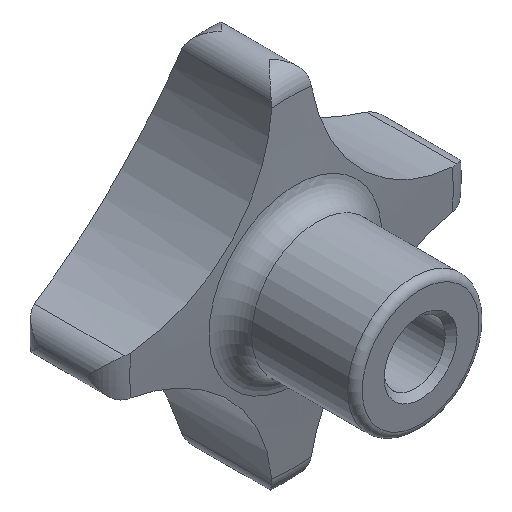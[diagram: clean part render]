
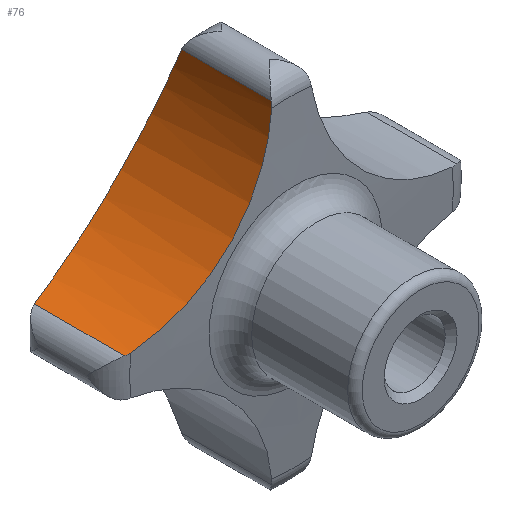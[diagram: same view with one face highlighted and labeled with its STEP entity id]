
A CAD part, isometric view. The second image highlights one B-rep face of the part: STEP entity #76.
In plain terms, the highlighted cylindrical face has radius 22.5 mm (diameter 45 mm), a partial arc.
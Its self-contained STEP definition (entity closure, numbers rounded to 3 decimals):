
#76 = ADVANCED_FACE( '', ( #163 ), #164, .F. );
#163 = FACE_OUTER_BOUND( '', #258, .T. );
#164 = CYLINDRICAL_SURFACE( '', #259, 22.5 );
#258 = EDGE_LOOP( '', ( #411, #412, #413, #414, #415, #416 ) );
#259 = AXIS2_PLACEMENT_3D( '', #417, #418, #419 );
#411 = ORIENTED_EDGE( '', *, *, #591, .T. );
#412 = ORIENTED_EDGE( '', *, *, #592, .F. );
#413 = ORIENTED_EDGE( '', *, *, #544, .T. );
#414 = ORIENTED_EDGE( '', *, *, #566, .F. );
#415 = ORIENTED_EDGE( '', *, *, #593, .F. );
#416 = ORIENTED_EDGE( '', *, *, #594, .F. );
#417 = CARTESIAN_POINT( '', ( -25., 35., 25. ) );
#418 = DIRECTION( '', ( 0., 1., 0. ) );
#419 = DIRECTION( '', ( 0., 0., -1. ) );
#544 = EDGE_CURVE( '', #643, #641, #644, .T. );
#566 = EDGE_CURVE( '', #680, #641, #682, .T. );
#591 = EDGE_CURVE( '', #717, #718, #719, .T. );
#592 = EDGE_CURVE( '', #643, #718, #720, .T. );
#593 = EDGE_CURVE( '', #721, #680, #722, .T. );
#594 = EDGE_CURVE( '', #717, #721, #723, .T. );
#641 = VERTEX_POINT( '', #850 );
#643 = VERTEX_POINT( '', #852 );
#644 = B_SPLINE_CURVE_WITH_KNOTS( '', 3, ( #853, #854, #855, #856, #857, #858, #859, #860, #861, #862, #863, #864, #865, #866, #867, #868, #869, #870, #871, #872, #873, #874, #875, #876 ), .UNSPECIFIED., .F., .F., ( 4, 2, 2, 2, 2, 2, 2, 2, 2, 2, 2, 4 ), ( 0., 0.004, 0.007, 0.009, 0.011, 0.015, 0.016, 0.018, 0.022, 0.024, 0.026, 0.029 ), .UNSPECIFIED. );
#680 = VERTEX_POINT( '', #1028 );
#682 = B_SPLINE_CURVE_WITH_KNOTS( '', 3, ( #1045, #1046, #1047, #1048 ), .UNSPECIFIED., .F., .F., ( 4, 4 ), ( 0., 0.001 ), .UNSPECIFIED. );
#717 = VERTEX_POINT( '', #1174 );
#718 = VERTEX_POINT( '', #1175 );
#719 = LINE( '', #1176, #1177 );
#720 = B_SPLINE_CURVE_WITH_KNOTS( '', 3, ( #1178, #1179, #1180, #1181 ), .UNSPECIFIED., .F., .F., ( 4, 4 ), ( 0., 0.001 ), .UNSPECIFIED. );
#721 = VERTEX_POINT( '', #1182 );
#722 = LINE( '', #1183, #1184 );
#723 = B_SPLINE_CURVE_WITH_KNOTS( '', 3, ( #1185, #1186, #1187, #1188, #1189, #1190, #1191, #1192, #1193, #1194, #1195, #1196, #1197, #1198, #1199, #1200, #1201, #1202, #1203, #1204, #1205, #1206, #1207, #1208, #1209, #1210 ), .UNSPECIFIED., .F., .F., ( 4, 2, 2, 2, 2, 2, 2, 2, 2, 2, 2, 2, 4 ), ( 0., 0.004, 0.006, 0.008, 0.012, 0.014, 0.016, 0.02, 0.022, 0.023, 0.027, 0.029, 0.031 ), .UNSPECIFIED. );
#850 = CARTESIAN_POINT( '', ( -2.702, 17.69, 21.992 ) );
#852 = CARTESIAN_POINT( '', ( -21.992, 17.69, 2.702 ) );
#853 = CARTESIAN_POINT( '', ( -21.992, 17.69, 2.702 ) );
#854 = CARTESIAN_POINT( '', ( -20.771, 17.627, 2.867 ) );
#855 = CARTESIAN_POINT( '', ( -19.581, 17.567, 3.129 ) );
#856 = CARTESIAN_POINT( '', ( -17.259, 17.454, 3.839 ) );
#857 = CARTESIAN_POINT( '', ( -16.127, 17.402, 4.287 ) );
#858 = CARTESIAN_POINT( '', ( -14.473, 17.332, 5.105 ) );
#859 = CARTESIAN_POINT( '', ( -13.933, 17.311, 5.4 ) );
#860 = CARTESIAN_POINT( '', ( -12.887, 17.274, 6.029 ) );
#861 = CARTESIAN_POINT( '', ( -12.379, 17.257, 6.364 ) );
#862 = CARTESIAN_POINT( '', ( -10.897, 17.217, 7.426 ) );
#863 = CARTESIAN_POINT( '', ( -9.968, 17.202, 8.213 ) );
#864 = CARTESIAN_POINT( '', ( -8.665, 17.202, 9.515 ) );
#865 = CARTESIAN_POINT( '', ( -8.246, 17.206, 9.969 ) );
#866 = CARTESIAN_POINT( '', ( -7.454, 17.22, 10.902 ) );
#867 = CARTESIAN_POINT( '', ( -7.079, 17.23, 11.382 ) );
#868 = CARTESIAN_POINT( '', ( -6.015, 17.27, 12.863 ) );
#869 = CARTESIAN_POINT( '', ( -5.387, 17.309, 13.905 ) );
#870 = CARTESIAN_POINT( '', ( -4.57, 17.378, 15.553 ) );
#871 = CARTESIAN_POINT( '', ( -4.319, 17.403, 16.117 ) );
#872 = CARTESIAN_POINT( '', ( -3.866, 17.455, 17.255 ) );
#873 = CARTESIAN_POINT( '', ( -3.664, 17.482, 17.831 ) );
#874 = CARTESIAN_POINT( '', ( -3.129, 17.567, 19.579 ) );
#875 = CARTESIAN_POINT( '', ( -2.867, 17.627, 20.771 ) );
#876 = CARTESIAN_POINT( '', ( -2.702, 17.69, 21.992 ) );
#1028 = CARTESIAN_POINT( '', ( -2.611, 17.829, 22.769 ) );
#1045 = CARTESIAN_POINT( '', ( -2.611, 17.829, 22.769 ) );
#1046 = CARTESIAN_POINT( '', ( -2.636, 17.749, 22.515 ) );
#1047 = CARTESIAN_POINT( '', ( -2.666, 17.703, 22.256 ) );
#1048 = CARTESIAN_POINT( '', ( -2.702, 17.69, 21.992 ) );
#1174 = CARTESIAN_POINT( '', ( -22.769, 30.142, 2.611 ) );
#1175 = CARTESIAN_POINT( '', ( -22.769, 17.829, 2.611 ) );
#1176 = CARTESIAN_POINT( '', ( -22.769, 35., 2.611 ) );
#1177 = VECTOR( '', #1441, 1000. );
#1178 = CARTESIAN_POINT( '', ( -21.992, 17.69, 2.702 ) );
#1179 = CARTESIAN_POINT( '', ( -22.256, 17.703, 2.666 ) );
#1180 = CARTESIAN_POINT( '', ( -22.515, 17.749, 2.636 ) );
#1181 = CARTESIAN_POINT( '', ( -22.769, 17.829, 2.611 ) );
#1182 = CARTESIAN_POINT( '', ( -2.611, 30.142, 22.769 ) );
#1183 = CARTESIAN_POINT( '', ( -2.611, 35., 22.769 ) );
#1184 = VECTOR( '', #1442, 1000. );
#1185 = CARTESIAN_POINT( '', ( -22.769, 30.142, 2.611 ) );
#1186 = CARTESIAN_POINT( '', ( -21.523, 30.566, 2.735 ) );
#1187 = CARTESIAN_POINT( '', ( -20.291, 30.942, 2.962 ) );
#1188 = CARTESIAN_POINT( '', ( -18.464, 31.435, 3.461 ) );
#1189 = CARTESIAN_POINT( '', ( -17.859, 31.588, 3.654 ) );
#1190 = CARTESIAN_POINT( '', ( -16.656, 31.869, 4.095 ) );
#1191 = CARTESIAN_POINT( '', ( -16.055, 31.998, 4.344 ) );
#1192 = CARTESIAN_POINT( '', ( -14.294, 32.343, 5.168 ) );
#1193 = CARTESIAN_POINT( '', ( -13.175, 32.515, 5.814 ) );
#1194 = CARTESIAN_POINT( '', ( -11.578, 32.69, 6.93 ) );
#1195 = CARTESIAN_POINT( '', ( -11.06, 32.735, 7.326 ) );
#1196 = CARTESIAN_POINT( '', ( -10.052, 32.794, 8.17 ) );
#1197 = CARTESIAN_POINT( '', ( -9.562, 32.809, 8.618 ) );
#1198 = CARTESIAN_POINT( '', ( -8.17, 32.81, 10.009 ) );
#1199 = CARTESIAN_POINT( '', ( -7.333, 32.752, 11.007 ) );
#1200 = CARTESIAN_POINT( '', ( -6.209, 32.578, 12.608 ) );
#1201 = CARTESIAN_POINT( '', ( -5.856, 32.505, 13.161 ) );
#1202 = CARTESIAN_POINT( '', ( -5.2, 32.331, 14.293 ) );
#1203 = CARTESIAN_POINT( '', ( -4.9, 32.23, 14.868 ) );
#1204 = CARTESIAN_POINT( '', ( -4.08, 31.889, 16.617 ) );
#1205 = CARTESIAN_POINT( '', ( -3.64, 31.61, 17.815 ) );
#1206 = CARTESIAN_POINT( '', ( -3.134, 31.113, 19.659 ) );
#1207 = CARTESIAN_POINT( '', ( -2.991, 30.934, 20.282 ) );
#1208 = CARTESIAN_POINT( '', ( -2.761, 30.555, 21.523 ) );
#1209 = CARTESIAN_POINT( '', ( -2.673, 30.354, 22.146 ) );
#1210 = CARTESIAN_POINT( '', ( -2.611, 30.142, 22.769 ) );
#1441 = DIRECTION( '', ( 0., -1., 0. ) );
#1442 = DIRECTION( '', ( 0., -1., 0. ) );
